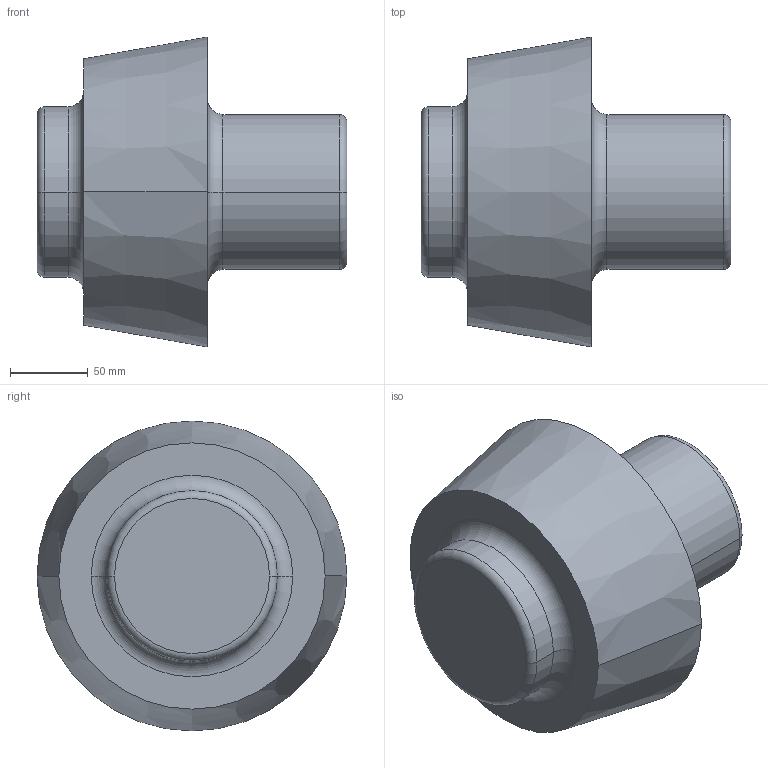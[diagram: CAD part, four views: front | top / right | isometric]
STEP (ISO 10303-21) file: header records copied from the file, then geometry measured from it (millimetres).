
FILE_DESCRIPTION (( 'STEP AP203' ), '1' );
FILE_NAME ('Antriebswelle.STEP', '2023-11-21T21:34:15', ( '' ), ( '' ), 'SwSTEP 2.0', 'SolidWorks 2021', '' );
FILE_SCHEMA (( 'CONFIG_CONTROL_DESIGN' ));
Length unit declared in the file: millimetre
Products named in the file (1): Antriebswelle
Bounding box: 200 x 200 x 200 mm (x, y, z)
Volume: 3178671.8 mm3; surface area: 136495.7 mm2
Topology: 1 solids, 1 shells, 18 faces, 34 edges, 20 vertices
Faces by surface type: torus 8, cylinder 4, plane 4, cone 2
Entity records: 539 total; most frequent: DIRECTION 100, CARTESIAN_POINT 73, ORIENTED_EDGE 68, AXIS2_PLACEMENT_3D 47, EDGE_CURVE 34, CIRCLE 28, VERTEX_POINT 20, EDGE_LOOP 20
